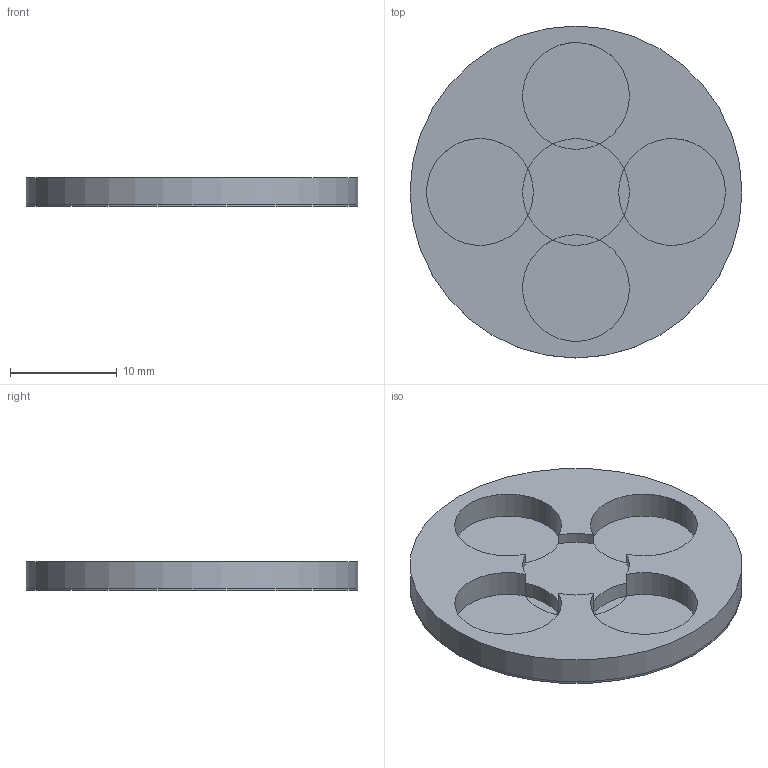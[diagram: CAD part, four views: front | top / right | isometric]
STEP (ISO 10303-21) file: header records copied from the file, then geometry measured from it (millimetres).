
FILE_DESCRIPTION(('FreeCAD Model'),'2;1');
FILE_NAME('Open CASCADE Shape Model','2024-03-08T12:52:46',(''),(''), 'Open CASCADE STEP processor 7.7','FreeCAD','Unknown');
FILE_SCHEMA(('AUTOMOTIVE_DESIGN { 1 0 10303 214 1 1 1 1 }'));
Length unit declared in the file: millimetre
Products named in the file (1): Tělo
Bounding box: 31.1 x 31.1 x 2.7 mm (x, y, z)
Volume: 1198.8 mm3; surface area: 2092.6 mm2
Topology: 1 solids, 1 shells, 29 faces, 62 edges, 36 vertices
Faces by surface type: cylinder 18, plane 11
Full cylindrical faces by diameter (mm): 31.1 x2
Entity records: 1616 total; most frequent: DIRECTION 286, CARTESIAN_POINT 252, ORIENTED_EDGE 124, PCURVE 124, DEFINITIONAL_REPRESENTATION 124, LINE 102, VECTOR 102, CIRCLE 84
